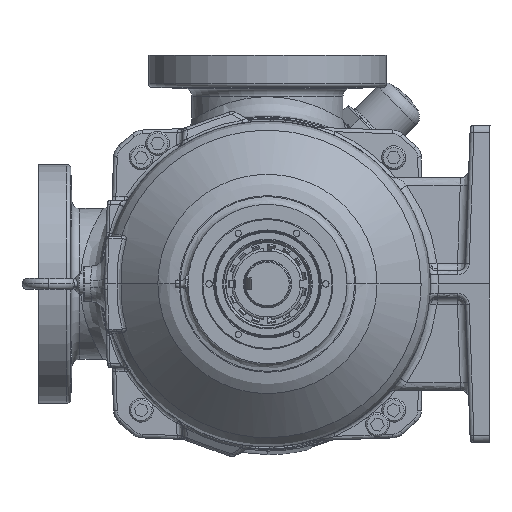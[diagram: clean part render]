
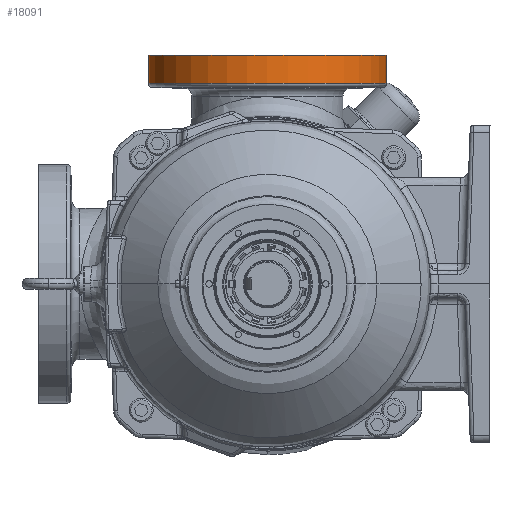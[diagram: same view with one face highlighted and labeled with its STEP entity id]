
A CAD part, left-side view. The second image highlights one B-rep face of the part: STEP entity #18091.
In plain terms, the highlighted cylindrical face has radius 95.25 mm (diameter 190.5 mm), a partial arc.
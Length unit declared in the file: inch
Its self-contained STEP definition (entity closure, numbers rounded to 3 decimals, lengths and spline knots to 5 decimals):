
#533 = DIRECTION ( 'NONE',  ( 0., -1., 0. ) ) ;
#18091 = ADVANCED_FACE ( 'NONE', ( #81522 ), #76756, .T. ) ;
#26046 = VERTEX_POINT ( 'NONE', #99345 ) ;
#27613 = ORIENTED_EDGE ( 'NONE', *, *, #134583, .T. ) ;
#29375 = LINE ( 'NONE', #142227, #105077 ) ;
#37415 = EDGE_CURVE ( 'NONE', #158732, #26046, #75936, .T. ) ;
#45772 = ORIENTED_EDGE ( 'NONE', *, *, #178764, .F. ) ;
#54404 = DIRECTION ( 'NONE',  ( 0., 0., 1. ) ) ;
#58225 = DIRECTION ( 'NONE',  ( 0., 0., 1. ) ) ;
#66517 = EDGE_LOOP ( 'NONE', ( #45772, #123960, #27613, #92430 ) ) ;
#73874 = DIRECTION ( 'NONE',  ( 0., 0., 1. ) ) ;
#75936 = CIRCLE ( 'NONE', #159916, 3.75 ) ;
#76756 = CYLINDRICAL_SURFACE ( 'NONE', #127161, 3.75 ) ;
#81522 = FACE_OUTER_BOUND ( 'NONE', #66517, .T. ) ;
#84851 = DIRECTION ( 'NONE',  ( 0., -1., 0. ) ) ;
#87072 = LINE ( 'NONE', #148885, #167633 ) ;
#91031 = DIRECTION ( 'NONE',  ( 0., 0., -1. ) ) ;
#92430 = ORIENTED_EDGE ( 'NONE', *, *, #37415, .T. ) ;
#92731 = AXIS2_PLACEMENT_3D ( 'NONE', #164582, #73874, #179822 ) ;
#99345 = CARTESIAN_POINT ( 'NONE',  ( 5.197, 3.75, 7.19 ) ) ;
#105077 = VECTOR ( 'NONE', #157470, 39.37008 ) ;
#105480 = CIRCLE ( 'NONE', #92731, 3.75 ) ;
#121672 = CARTESIAN_POINT ( 'NONE',  ( 5.197, -3.75, 7.19 ) ) ;
#121864 = CARTESIAN_POINT ( 'NONE',  ( 5.197, 3.75, 6.30588 ) ) ;
#123960 = ORIENTED_EDGE ( 'NONE', *, *, #160806, .T. ) ;
#127161 = AXIS2_PLACEMENT_3D ( 'NONE', #129851, #54404, #84851 ) ;
#129851 = CARTESIAN_POINT ( 'NONE',  ( 5.197, 0., 7.44095 ) ) ;
#134583 = EDGE_CURVE ( 'NONE', #136507, #158732, #87072, .T. ) ;
#136507 = VERTEX_POINT ( 'NONE', #190670 ) ;
#142227 = CARTESIAN_POINT ( 'NONE',  ( 5.197, 3.75, 7.44095 ) ) ;
#148885 = CARTESIAN_POINT ( 'NONE',  ( 5.197, -3.75, 7.44095 ) ) ;
#157470 = DIRECTION ( 'NONE',  ( 0., 0., 1. ) ) ;
#158732 = VERTEX_POINT ( 'NONE', #121672 ) ;
#159916 = AXIS2_PLACEMENT_3D ( 'NONE', #181768, #91031, #533 ) ;
#160806 = EDGE_CURVE ( 'NONE', #189422, #136507, #105480, .T. ) ;
#164582 = CARTESIAN_POINT ( 'NONE',  ( 5.197, 0., 6.30588 ) ) ;
#167633 = VECTOR ( 'NONE', #58225, 39.37008 ) ;
#178764 = EDGE_CURVE ( 'NONE', #189422, #26046, #29375, .T. ) ;
#179822 = DIRECTION ( 'NONE',  ( 0., 1., 0. ) ) ;
#181768 = CARTESIAN_POINT ( 'NONE',  ( 5.197, 0., 7.19 ) ) ;
#189422 = VERTEX_POINT ( 'NONE', #121864 ) ;
#190670 = CARTESIAN_POINT ( 'NONE',  ( 5.197, -3.75, 6.30588 ) ) ;
